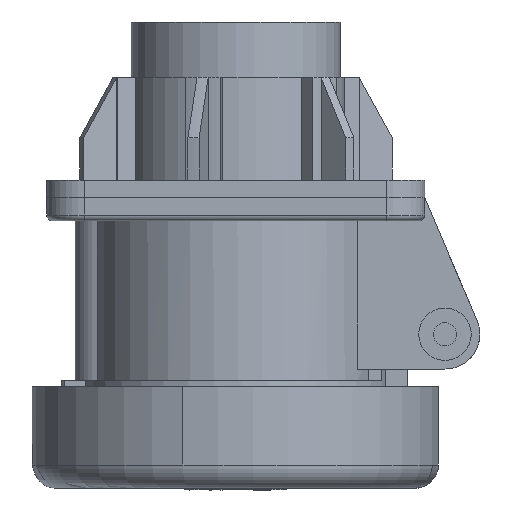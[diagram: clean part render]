
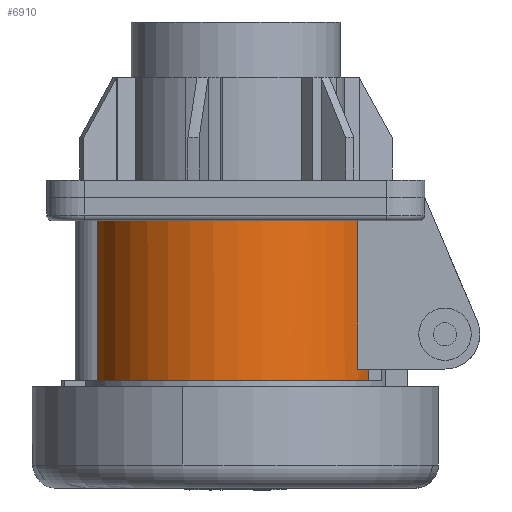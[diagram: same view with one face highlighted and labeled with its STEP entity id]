
A CAD part, left-side view. The second image highlights one B-rep face of the part: STEP entity #6910.
In plain terms, the highlighted cylindrical face has radius 24.4 mm (diameter 48.8 mm), a partial arc.
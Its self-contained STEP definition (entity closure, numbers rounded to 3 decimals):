
#1170=CARTESIAN_POINT('',(267.763,-33.862,
-12.1));
#1180=VERTEX_POINT('',#1170);
#1210=CARTESIAN_POINT('',(267.763,-70.084,
-2.394));
#1220=DIRECTION('',(0.,0.966,
-0.259));
#1230=VECTOR('',#1220,1.);
#1240=LINE('',#1210,#1230);
#1250=CARTESIAN_POINT('',(267.763,-60.425,
-4.982));
#1260=VERTEX_POINT('',#1250);
#1270=EDGE_CURVE('',#1260,#1180,#1240,.T.);
#1840=CARTESIAN_POINT('',(273.,-63.916,
20.625));
#1850=DIRECTION('',(0.,-0.966,
0.259));
#1860=DIRECTION('',(1.,0.,0.));
#1870=AXIS2_PLACEMENT_3D('',#1840,#1850,#1860);
#1880=CYLINDRICAL_SURFACE('',#1870,24.4);
#4160=CARTESIAN_POINT('',(264.6,-48.328,
40.165));
#4170=VERTEX_POINT('',#4160);
#4200=CARTESIAN_POINT('',(264.6,-57.987,
42.753));
#4210=DIRECTION('',(0.,-0.966,
0.259));
#4220=VECTOR('',#4210,1.);
#4230=LINE('',#4200,#4220);
#4240=CARTESIAN_POINT('',(264.6,-46.396,
39.647));
#4250=VERTEX_POINT('',#4240);
#4260=EDGE_CURVE('',#4250,#4170,#4230,.T.);
#5710=CARTESIAN_POINT('',(273.,-54.257,
18.037));
#5720=DIRECTION('',(0.,-0.966,
0.259));
#5730=DIRECTION('',(1.,0.,0.));
#5740=AXIS2_PLACEMENT_3D('',#5710,#5720,#5730);
#5750=CIRCLE('',#5740,24.4);
#5760=EDGE_CURVE('',#4170,#1260,#5750,.T.);
#6620=CARTESIAN_POINT('',(260.6,-58.477,
40.924));
#6630=DIRECTION('',(0.,-0.966,
0.259));
#6640=VECTOR('',#6630,1.);
#6650=LINE('',#6620,#6640);
#6660=CARTESIAN_POINT('',(260.6,-22.255,
31.218));
#6670=VERTEX_POINT('',#6660);
#6680=CARTESIAN_POINT('',(260.6,-46.886,
37.818));
#6690=VERTEX_POINT('',#6680);
#6700=EDGE_CURVE('',#6670,#6690,#6650,.T.);
#6710=ORIENTED_EDGE('',*,*,#6700,.F.);
#6720=CARTESIAN_POINT('',(273.,-52.325,
17.52));
#6730=DIRECTION('',(0.,-0.966,
0.259));
#6740=DIRECTION('',(1.,0.,0.));
#6750=AXIS2_PLACEMENT_3D('',#6720,#6730,#6740);
#6760=CIRCLE('',#6750,24.4);
#6770=EDGE_CURVE('',#4250,#6690,#6760,.T.);
#6780=ORIENTED_EDGE('',*,*,#6770,.T.);
#6790=ORIENTED_EDGE('',*,*,#4260,.F.);
#6800=ORIENTED_EDGE('',*,*,#5760,.F.);
#6810=ORIENTED_EDGE('',*,*,#1270,.F.);
#6820=CARTESIAN_POINT('',(273.,-27.694,
10.92));
#6830=DIRECTION('',(0.,-0.966,
0.259));
#6840=DIRECTION('',(1.,0.,0.));
#6850=AXIS2_PLACEMENT_3D('',#6820,#6830,#6840);
#6860=CIRCLE('',#6850,24.4);
#6870=EDGE_CURVE('',#6670,#1180,#6860,.T.);
#6880=ORIENTED_EDGE('',*,*,#6870,.T.);
#6890=EDGE_LOOP('',(#6880,#6810,#6800,#6790,#6780,#6710));
#6900=FACE_OUTER_BOUND('',#6890,.T.);
#6910=ADVANCED_FACE('',(#6900),#1880,.T.);
